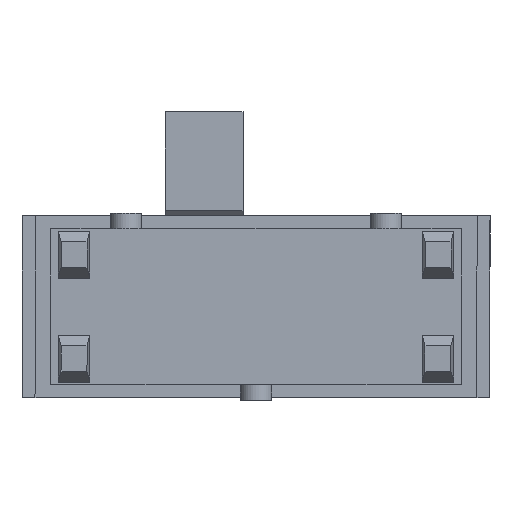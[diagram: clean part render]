
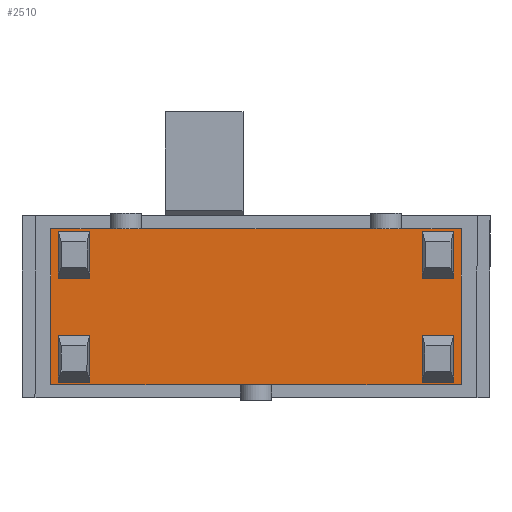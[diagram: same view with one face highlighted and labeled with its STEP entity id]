
A CAD part, front view. The second image highlights one B-rep face of the part: STEP entity #2510.
In plain terms, the highlighted planar face has unit normal (0, -1, 0).
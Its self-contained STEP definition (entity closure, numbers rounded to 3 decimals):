
#13=FACE_BOUND('',#259,.T.);
#14=FACE_BOUND('',#260,.T.);
#15=FACE_BOUND('',#261,.T.);
#16=FACE_BOUND('',#262,.T.);
#130=FACE_OUTER_BOUND('',#258,.T.);
#258=EDGE_LOOP('',(#1913,#1914,#1915,#1916,#1917,#1918,#1919,#1920,#1921,
#1922));
#259=EDGE_LOOP('',(#1923,#1924,#1925,#1926));
#260=EDGE_LOOP('',(#1927,#1928,#1929,#1930));
#261=EDGE_LOOP('',(#1931,#1932,#1933,#1934));
#262=EDGE_LOOP('',(#1935,#1936,#1937,#1938));
#519=LINE('',#3831,#843);
#520=LINE('',#3833,#844);
#521=LINE('',#3835,#845);
#522=LINE('',#3837,#846);
#523=LINE('',#3839,#847);
#524=LINE('',#3841,#848);
#525=LINE('',#3843,#849);
#526=LINE('',#3845,#850);
#527=LINE('',#3847,#851);
#528=LINE('',#3848,#852);
#529=LINE('',#3851,#853);
#530=LINE('',#3853,#854);
#531=LINE('',#3855,#855);
#532=LINE('',#3856,#856);
#533=LINE('',#3859,#857);
#534=LINE('',#3861,#858);
#535=LINE('',#3863,#859);
#536=LINE('',#3864,#860);
#537=LINE('',#3867,#861);
#538=LINE('',#3869,#862);
#539=LINE('',#3871,#863);
#540=LINE('',#3872,#864);
#541=LINE('',#3875,#865);
#542=LINE('',#3877,#866);
#543=LINE('',#3879,#867);
#544=LINE('',#3880,#868);
#843=VECTOR('',#3106,1000.);
#844=VECTOR('',#3107,1000.);
#845=VECTOR('',#3108,1000.);
#846=VECTOR('',#3109,1000.);
#847=VECTOR('',#3110,1000.);
#848=VECTOR('',#3111,1000.);
#849=VECTOR('',#3112,1000.);
#850=VECTOR('',#3113,1000.);
#851=VECTOR('',#3114,1000.);
#852=VECTOR('',#3115,1000.);
#853=VECTOR('',#3116,1000.);
#854=VECTOR('',#3117,1000.);
#855=VECTOR('',#3118,1000.);
#856=VECTOR('',#3119,1000.);
#857=VECTOR('',#3120,1000.);
#858=VECTOR('',#3121,1000.);
#859=VECTOR('',#3122,1000.);
#860=VECTOR('',#3123,1000.);
#861=VECTOR('',#3124,1000.);
#862=VECTOR('',#3125,1000.);
#863=VECTOR('',#3126,1000.);
#864=VECTOR('',#3127,1000.);
#865=VECTOR('',#3128,1000.);
#866=VECTOR('',#3129,1000.);
#867=VECTOR('',#3130,1000.);
#868=VECTOR('',#3131,1000.);
#1130=VERTEX_POINT('',#3829);
#1131=VERTEX_POINT('',#3830);
#1132=VERTEX_POINT('',#3832);
#1133=VERTEX_POINT('',#3834);
#1134=VERTEX_POINT('',#3836);
#1135=VERTEX_POINT('',#3838);
#1136=VERTEX_POINT('',#3840);
#1137=VERTEX_POINT('',#3842);
#1138=VERTEX_POINT('',#3844);
#1139=VERTEX_POINT('',#3846);
#1140=VERTEX_POINT('',#3849);
#1141=VERTEX_POINT('',#3850);
#1142=VERTEX_POINT('',#3852);
#1143=VERTEX_POINT('',#3854);
#1144=VERTEX_POINT('',#3857);
#1145=VERTEX_POINT('',#3858);
#1146=VERTEX_POINT('',#3860);
#1147=VERTEX_POINT('',#3862);
#1148=VERTEX_POINT('',#3865);
#1149=VERTEX_POINT('',#3866);
#1150=VERTEX_POINT('',#3868);
#1151=VERTEX_POINT('',#3870);
#1152=VERTEX_POINT('',#3873);
#1153=VERTEX_POINT('',#3874);
#1154=VERTEX_POINT('',#3876);
#1155=VERTEX_POINT('',#3878);
#1426=EDGE_CURVE('',#1130,#1131,#519,.T.);
#1427=EDGE_CURVE('',#1130,#1132,#520,.T.);
#1428=EDGE_CURVE('',#1132,#1133,#521,.T.);
#1429=EDGE_CURVE('',#1133,#1134,#522,.T.);
#1430=EDGE_CURVE('',#1134,#1135,#523,.T.);
#1431=EDGE_CURVE('',#1136,#1135,#524,.T.);
#1432=EDGE_CURVE('',#1137,#1136,#525,.T.);
#1433=EDGE_CURVE('',#1138,#1137,#526,.T.);
#1434=EDGE_CURVE('',#1139,#1138,#527,.T.);
#1435=EDGE_CURVE('',#1131,#1139,#528,.T.);
#1436=EDGE_CURVE('',#1140,#1141,#529,.T.);
#1437=EDGE_CURVE('',#1141,#1142,#530,.T.);
#1438=EDGE_CURVE('',#1142,#1143,#531,.T.);
#1439=EDGE_CURVE('',#1143,#1140,#532,.T.);
#1440=EDGE_CURVE('',#1144,#1145,#533,.T.);
#1441=EDGE_CURVE('',#1145,#1146,#534,.T.);
#1442=EDGE_CURVE('',#1146,#1147,#535,.T.);
#1443=EDGE_CURVE('',#1147,#1144,#536,.T.);
#1444=EDGE_CURVE('',#1148,#1149,#537,.T.);
#1445=EDGE_CURVE('',#1150,#1148,#538,.T.);
#1446=EDGE_CURVE('',#1151,#1150,#539,.T.);
#1447=EDGE_CURVE('',#1149,#1151,#540,.T.);
#1448=EDGE_CURVE('',#1152,#1153,#541,.T.);
#1449=EDGE_CURVE('',#1154,#1152,#542,.T.);
#1450=EDGE_CURVE('',#1155,#1154,#543,.T.);
#1451=EDGE_CURVE('',#1153,#1155,#544,.T.);
#1913=ORIENTED_EDGE('',*,*,#1426,.F.);
#1914=ORIENTED_EDGE('',*,*,#1427,.T.);
#1915=ORIENTED_EDGE('',*,*,#1428,.T.);
#1916=ORIENTED_EDGE('',*,*,#1429,.T.);
#1917=ORIENTED_EDGE('',*,*,#1430,.T.);
#1918=ORIENTED_EDGE('',*,*,#1431,.F.);
#1919=ORIENTED_EDGE('',*,*,#1432,.F.);
#1920=ORIENTED_EDGE('',*,*,#1433,.F.);
#1921=ORIENTED_EDGE('',*,*,#1434,.F.);
#1922=ORIENTED_EDGE('',*,*,#1435,.F.);
#1923=ORIENTED_EDGE('',*,*,#1436,.T.);
#1924=ORIENTED_EDGE('',*,*,#1437,.T.);
#1925=ORIENTED_EDGE('',*,*,#1438,.T.);
#1926=ORIENTED_EDGE('',*,*,#1439,.T.);
#1927=ORIENTED_EDGE('',*,*,#1440,.T.);
#1928=ORIENTED_EDGE('',*,*,#1441,.T.);
#1929=ORIENTED_EDGE('',*,*,#1442,.T.);
#1930=ORIENTED_EDGE('',*,*,#1443,.T.);
#1931=ORIENTED_EDGE('',*,*,#1444,.F.);
#1932=ORIENTED_EDGE('',*,*,#1445,.F.);
#1933=ORIENTED_EDGE('',*,*,#1446,.F.);
#1934=ORIENTED_EDGE('',*,*,#1447,.F.);
#1935=ORIENTED_EDGE('',*,*,#1448,.F.);
#1936=ORIENTED_EDGE('',*,*,#1449,.F.);
#1937=ORIENTED_EDGE('',*,*,#1450,.F.);
#1938=ORIENTED_EDGE('',*,*,#1451,.F.);
#2346=PLANE('',#2674);
#2510=ADVANCED_FACE('',(#130,#13,#14,#15,#16),#2346,.F.);
#2674=AXIS2_PLACEMENT_3D('',#3828,#3104,#3105);
#3104=DIRECTION('center_axis',(0.,1.,0.));
#3105=DIRECTION('ref_axis',(1.,0.,0.));
#3106=DIRECTION('',(1.,0.,0.));
#3107=DIRECTION('',(0.,0.,-1.));
#3108=DIRECTION('',(1.,0.,0.));
#3109=DIRECTION('',(1.,0.,0.));
#3110=DIRECTION('',(1.,0.,0.));
#3111=DIRECTION('',(0.,0.,-1.));
#3112=DIRECTION('',(1.,0.,0.));
#3113=DIRECTION('',(1.,0.,0.));
#3114=DIRECTION('',(1.,0.,0.));
#3115=DIRECTION('',(1.,0.,0.));
#3116=DIRECTION('',(0.,0.,-1.));
#3117=DIRECTION('',(-1.,0.,0.));
#3118=DIRECTION('',(0.,0.,1.));
#3119=DIRECTION('',(1.,0.,0.));
#3120=DIRECTION('',(0.,0.,1.));
#3121=DIRECTION('',(1.,0.,0.));
#3122=DIRECTION('',(0.,0.,-1.));
#3123=DIRECTION('',(-1.,0.,0.));
#3124=DIRECTION('',(0.,0.,1.));
#3125=DIRECTION('',(1.,0.,0.));
#3126=DIRECTION('',(0.,0.,-1.));
#3127=DIRECTION('',(-1.,0.,0.));
#3128=DIRECTION('',(0.,0.,-1.));
#3129=DIRECTION('',(-1.,0.,0.));
#3130=DIRECTION('',(0.,0.,1.));
#3131=DIRECTION('',(1.,0.,0.));
#3828=CARTESIAN_POINT('Origin',(4.25,0.3,-1.75));
#3829=CARTESIAN_POINT('',(-3.95,0.3,1.5));
#3830=CARTESIAN_POINT('',(-2.8,0.3,1.5));
#3831=CARTESIAN_POINT('',(-4.5,0.3,1.5));
#3832=CARTESIAN_POINT('',(-3.95,0.3,-1.5));
#3833=CARTESIAN_POINT('',(-3.95,0.3,1.8));
#3834=CARTESIAN_POINT('',(-0.3,0.3,-1.5));
#3835=CARTESIAN_POINT('',(-4.5,0.3,-1.5));
#3836=CARTESIAN_POINT('',(0.3,0.3,-1.5));
#3837=CARTESIAN_POINT('',(-4.5,0.3,-1.5));
#3838=CARTESIAN_POINT('',(3.95,0.3,-1.5));
#3839=CARTESIAN_POINT('',(-4.5,0.3,-1.5));
#3840=CARTESIAN_POINT('',(3.95,0.3,1.5));
#3841=CARTESIAN_POINT('',(3.95,0.3,1.8));
#3842=CARTESIAN_POINT('',(2.8,0.3,1.5));
#3843=CARTESIAN_POINT('',(-4.5,0.3,1.5));
#3844=CARTESIAN_POINT('',(2.2,0.3,1.5));
#3845=CARTESIAN_POINT('',(4.25,0.3,1.5));
#3846=CARTESIAN_POINT('',(-2.2,0.3,1.5));
#3847=CARTESIAN_POINT('',(-4.5,0.3,1.5));
#3848=CARTESIAN_POINT('',(-4.5,0.3,1.5));
#3849=CARTESIAN_POINT('',(-3.2,0.3,-0.55));
#3850=CARTESIAN_POINT('',(-3.2,0.3,-1.45));
#3851=CARTESIAN_POINT('',(-3.2,0.3,-1.45));
#3852=CARTESIAN_POINT('',(-3.8,0.3,-1.45));
#3853=CARTESIAN_POINT('',(-3.8,0.3,-1.45));
#3854=CARTESIAN_POINT('',(-3.8,0.3,-0.55));
#3855=CARTESIAN_POINT('',(-3.8,0.3,-1.45));
#3856=CARTESIAN_POINT('',(-3.8,0.3,-0.55));
#3857=CARTESIAN_POINT('',(3.2,0.3,0.55));
#3858=CARTESIAN_POINT('',(3.2,0.3,1.45));
#3859=CARTESIAN_POINT('',(3.2,0.3,1.45));
#3860=CARTESIAN_POINT('',(3.8,0.3,1.45));
#3861=CARTESIAN_POINT('',(3.8,0.3,1.45));
#3862=CARTESIAN_POINT('',(3.8,0.3,0.55));
#3863=CARTESIAN_POINT('',(3.8,0.3,1.45));
#3864=CARTESIAN_POINT('',(3.8,0.3,0.55));
#3865=CARTESIAN_POINT('',(-3.2,0.3,0.55));
#3866=CARTESIAN_POINT('',(-3.2,0.3,1.45));
#3867=CARTESIAN_POINT('',(-3.2,0.3,1.45));
#3868=CARTESIAN_POINT('',(-3.8,0.3,0.55));
#3869=CARTESIAN_POINT('',(-3.8,0.3,0.55));
#3870=CARTESIAN_POINT('',(-3.8,0.3,1.45));
#3871=CARTESIAN_POINT('',(-3.8,0.3,1.45));
#3872=CARTESIAN_POINT('',(-3.8,0.3,1.45));
#3873=CARTESIAN_POINT('',(3.2,0.3,-0.55));
#3874=CARTESIAN_POINT('',(3.2,0.3,-1.45));
#3875=CARTESIAN_POINT('',(3.2,0.3,-1.45));
#3876=CARTESIAN_POINT('',(3.8,0.3,-0.55));
#3877=CARTESIAN_POINT('',(3.8,0.3,-0.55));
#3878=CARTESIAN_POINT('',(3.8,0.3,-1.45));
#3879=CARTESIAN_POINT('',(3.8,0.3,-1.45));
#3880=CARTESIAN_POINT('',(3.8,0.3,-1.45));
